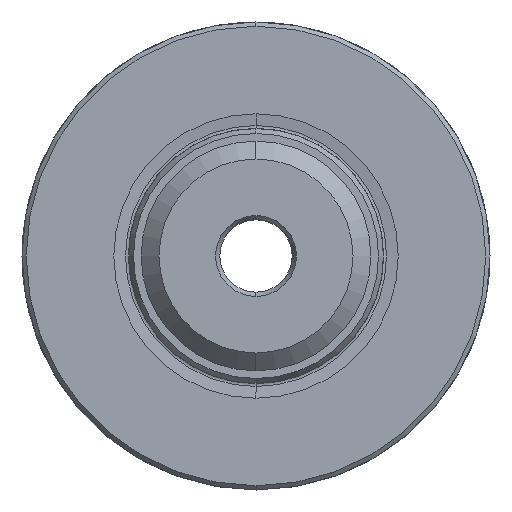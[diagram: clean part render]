
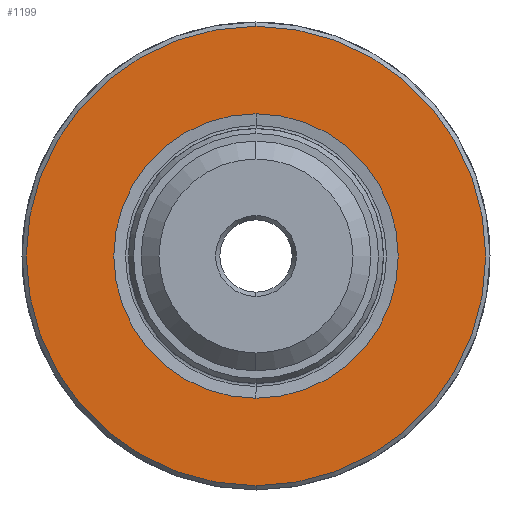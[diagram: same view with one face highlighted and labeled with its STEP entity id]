
A CAD part, left-side view. The second image highlights one B-rep face of the part: STEP entity #1199.
In plain terms, the highlighted planar face has unit normal (-1, 0, 0).
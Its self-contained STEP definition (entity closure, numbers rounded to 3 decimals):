
#98 = CARTESIAN_POINT ( 'NONE',  ( 0., 0., 27. ) ) ;
#180 = AXIS2_PLACEMENT_3D ( 'NONE', #729, #730, #742 ) ;
#200 = EDGE_CURVE ( 'NONE', #1552, #1726, #906, .T. ) ;
#221 = EDGE_CURVE ( 'NONE', #1617, #1610, #883, .T. ) ;
#291 = CIRCLE ( 'NONE', #862, 16.715 ) ;
#293 = CIRCLE ( 'NONE', #875, 27. ) ;
#396 = FACE_OUTER_BOUND ( 'NONE', #1600, .T. ) ;
#410 = FACE_BOUND ( 'NONE', #1432, .T. ) ;
#458 = CARTESIAN_POINT ( 'NONE',  ( 0., 0., 16.715 ) ) ;
#489 = CARTESIAN_POINT ( 'NONE',  ( 0., 0., -16.715 ) ) ;
#610 = CARTESIAN_POINT ( 'NONE',  ( 0., 0., 0. ) ) ;
#640 = CARTESIAN_POINT ( 'NONE',  ( 0., 0., 0. ) ) ;
#644 = DIRECTION ( 'NONE',  ( 1., 0., 0. ) ) ;
#647 = DIRECTION ( 'NONE',  ( 0., 0., -1. ) ) ;
#683 = DIRECTION ( 'NONE',  ( 1., 0., 0. ) ) ;
#704 = DIRECTION ( 'NONE',  ( 0., 0., -1. ) ) ;
#714 = CARTESIAN_POINT ( 'NONE',  ( 0., 0., 0. ) ) ;
#721 = DIRECTION ( 'NONE',  ( 1., 0., 0. ) ) ;
#723 = DIRECTION ( 'NONE',  ( 0., 0., -1. ) ) ;
#729 = CARTESIAN_POINT ( 'NONE',  ( 0., 0., 0. ) ) ;
#730 = DIRECTION ( 'NONE',  ( 1., 0., 0. ) ) ;
#742 = DIRECTION ( 'NONE',  ( 0., 0., -1. ) ) ;
#862 = AXIS2_PLACEMENT_3D ( 'NONE', #610, #683, #704 ) ;
#875 = AXIS2_PLACEMENT_3D ( 'NONE', #714, #721, #723 ) ;
#883 = CIRCLE ( 'NONE', #180, 16.715 ) ;
#906 = CIRCLE ( 'NONE', #1952, 27. ) ;
#1105 = CARTESIAN_POINT ( 'NONE',  ( 0., 16.715, 0. ) ) ;
#1126 = PLANE ( 'NONE',  #1452 ) ;
#1146 = DIRECTION ( 'NONE',  ( -1., 0., 0. ) ) ;
#1151 = DIRECTION ( 'NONE',  ( 0., 0., 1. ) ) ;
#1199 = ADVANCED_FACE ( 'NONE', ( #410, #396 ), #1126, .T. ) ;
#1332 = EDGE_CURVE ( 'NONE', #1610, #1617, #291, .T. ) ;
#1335 = EDGE_CURVE ( 'NONE', #1726, #1552, #293, .T. ) ;
#1432 = EDGE_LOOP ( 'NONE', ( #1938, #1942 ) ) ;
#1452 = AXIS2_PLACEMENT_3D ( 'NONE', #1105, #1146, #1151 ) ;
#1552 = VERTEX_POINT ( 'NONE', #1975 ) ;
#1600 = EDGE_LOOP ( 'NONE', ( #1948, #1904 ) ) ;
#1610 = VERTEX_POINT ( 'NONE', #489 ) ;
#1617 = VERTEX_POINT ( 'NONE', #458 ) ;
#1726 = VERTEX_POINT ( 'NONE', #98 ) ;
#1904 = ORIENTED_EDGE ( 'NONE', *, *, #1335, .F. ) ;
#1938 = ORIENTED_EDGE ( 'NONE', *, *, #221, .T. ) ;
#1942 = ORIENTED_EDGE ( 'NONE', *, *, #1332, .T. ) ;
#1948 = ORIENTED_EDGE ( 'NONE', *, *, #200, .F. ) ;
#1952 = AXIS2_PLACEMENT_3D ( 'NONE', #640, #644, #647 ) ;
#1975 = CARTESIAN_POINT ( 'NONE',  ( 0., 0., -27. ) ) ;
